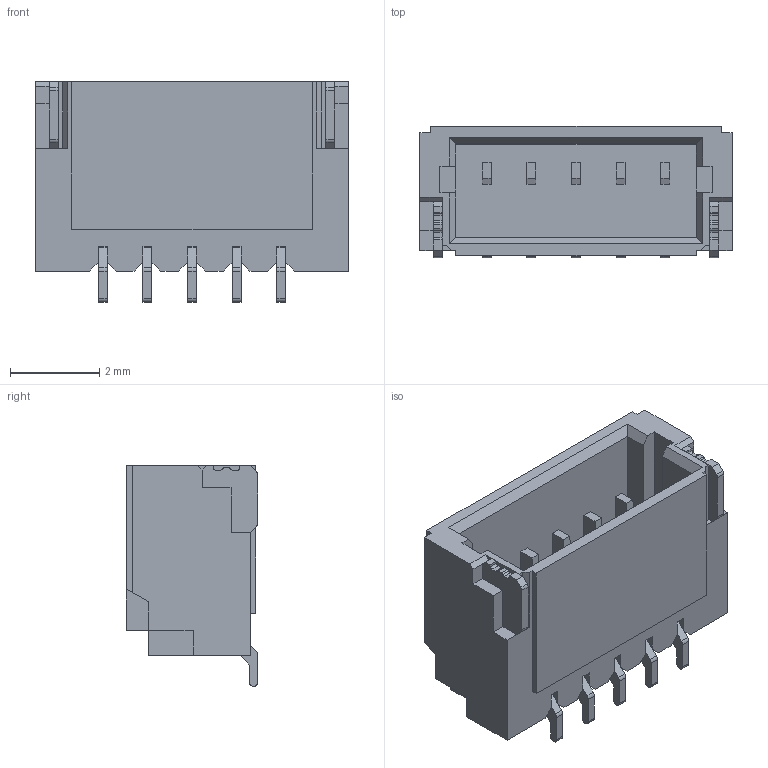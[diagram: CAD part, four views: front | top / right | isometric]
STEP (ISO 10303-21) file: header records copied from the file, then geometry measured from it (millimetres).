
FILE_DESCRIPTION (( 'STEP AP214' ), '1' );
FILE_NAME ('SM05B-SRSS-TB-LFS.STEP', '2021-11-09T18:19:20', ( '' ), ( '' ), 'SwSTEP 2.0', 'SolidWorks 2017', '' );
FILE_SCHEMA (( 'AUTOMOTIVE_DESIGN' ));
Length unit declared in the file: millimetre
Products named in the file (1): SM05B-SRSS-TB-LFS
Bounding box: 7 x 2.95 x 4.95 mm (x, y, z)
Volume: 46 mm3; surface area: 220.9 mm2
Topology: 8 solids, 8 shells, 263 faces, 743 edges, 492 vertices
Faces by surface type: plane 212, cylinder 51
Entity records: 8536 total; most frequent: CARTESIAN_POINT 1499, ORIENTED_EDGE 1486, DIRECTION 1373, EDGE_CURVE 743, VECTOR 641, LINE 641, VERTEX_POINT 492, AXIS2_PLACEMENT_3D 366
